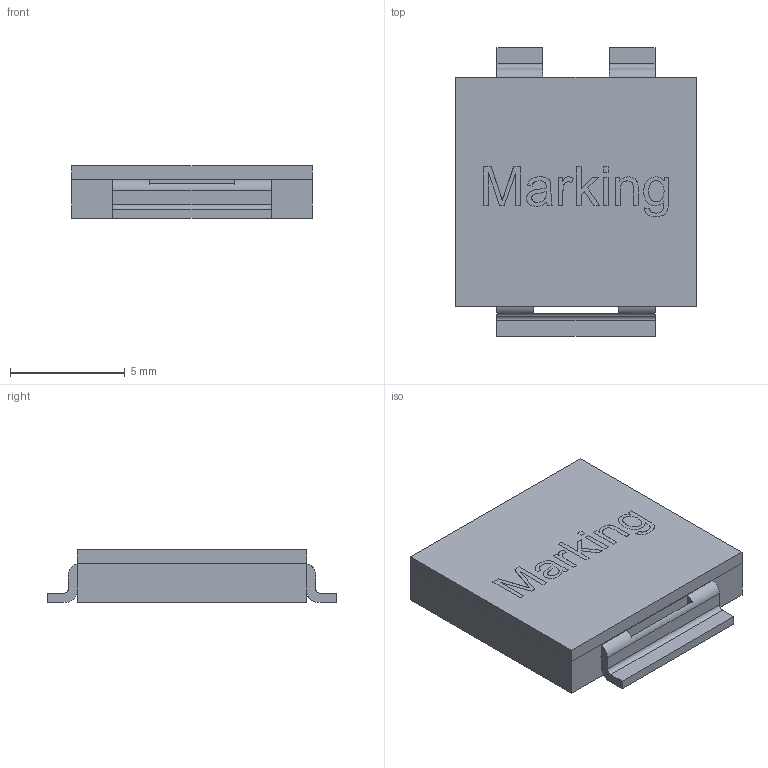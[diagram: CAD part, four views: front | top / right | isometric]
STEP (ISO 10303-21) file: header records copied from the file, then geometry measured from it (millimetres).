
FILE_DESCRIPTION( ( 'Unknown' ), '1' );
FILE_NAME( '744313230xxx.stp', 'Unknown', ( 'Unknown' ), ( 'Unknown' ), 'PSStep 19.0.9', 'Unknown', ' ' );
FILE_SCHEMA( ( 'AUTOMOTIVE_DESIGN { 1 0 10303 214 1 1 1 1 }' ) );
Length unit declared in the file: millimetre
Products named in the file (4): Assem1; Base; contact; Cover
Assembly tree (3 placements, depth 2):
  Assem1
    Base
    contact
    Cover
Bounding box: 10.5 x 12.6 x 2.3 mm (x, y, z)
Volume: 250.1 mm3; surface area: 729.1 mm2
Topology: 3 solids, 3 shells, 135 faces, 364 edges, 242 vertices
Faces by surface type: plane 101, cylinder 18, extrusion 16
Entity records: 5996 total; most frequent: CARTESIAN_POINT 1645, ORIENTED_EDGE 726, DIRECTION 541, EDGE_CURVE 363, VERTEX_POINT 242, VECTOR 215, LINE 199, AXIS2_PLACEMENT_3D 163
